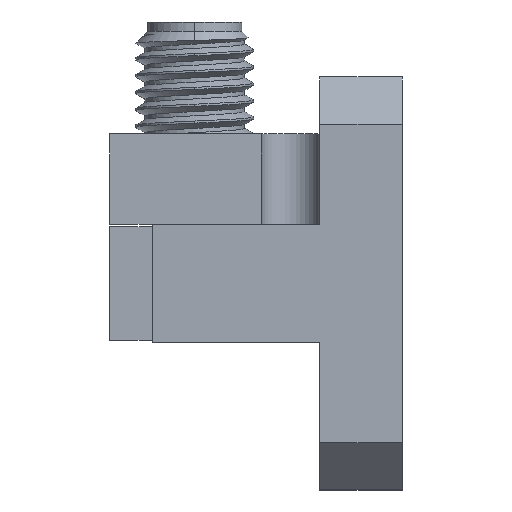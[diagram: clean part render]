
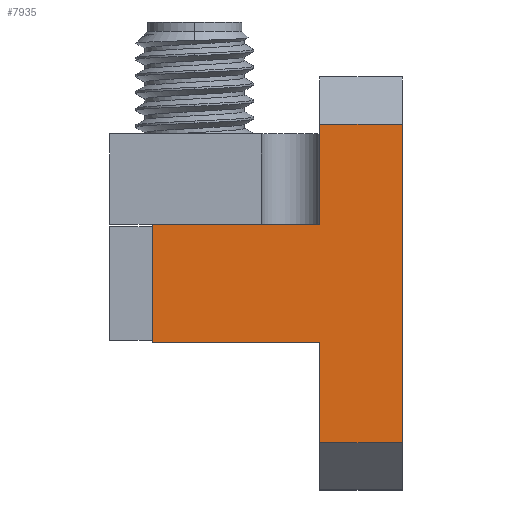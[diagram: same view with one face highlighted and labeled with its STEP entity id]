
A CAD part, left-side view. The second image highlights one B-rep face of the part: STEP entity #7935.
In plain terms, the highlighted planar face has unit normal (-1, 0, 0).
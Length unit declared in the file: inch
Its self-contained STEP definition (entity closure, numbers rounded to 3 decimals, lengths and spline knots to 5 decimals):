
#97 = EDGE_CURVE ( 'NONE', #6925, #5905, #7299, .T. ) ;
#216 = DIRECTION ( 'NONE',  ( 0., -1., 0. ) ) ;
#251 = EDGE_CURVE ( 'NONE', #6925, #7533, #4713, .T. ) ;
#338 = LINE ( 'NONE', #7362, #6813 ) ;
#484 = CARTESIAN_POINT ( 'NONE',  ( -0.4375, 0.175, 0.125 ) ) ;
#578 = EDGE_CURVE ( 'NONE', #4000, #2316, #9105, .T. ) ;
#960 = DIRECTION ( 'NONE',  ( 0., 0., 1. ) ) ;
#1017 = DIRECTION ( 'NONE',  ( 0., 0., 1. ) ) ;
#1119 = EDGE_CURVE ( 'NONE', #8518, #2316, #6176, .T. ) ;
#1249 = VECTOR ( 'NONE', #8822, 39.37008 ) ;
#1345 = EDGE_CURVE ( 'NONE', #8208, #4982, #5285, .T. ) ;
#1616 = VECTOR ( 'NONE', #1017, 39.37008 ) ;
#1702 = CARTESIAN_POINT ( 'NONE',  ( -0.4375, 0.175, 0.4375 ) ) ;
#1732 = ORIENTED_EDGE ( 'NONE', *, *, #1119, .T. ) ;
#1901 = CARTESIAN_POINT ( 'NONE',  ( -0.4375, 0.53, -0.125 ) ) ;
#1927 = ORIENTED_EDGE ( 'NONE', *, *, #9089, .F. ) ;
#2024 = ORIENTED_EDGE ( 'NONE', *, *, #578, .F. ) ;
#2054 = DIRECTION ( 'NONE',  ( 0., 0., 1. ) ) ;
#2279 = EDGE_CURVE ( 'NONE', #8208, #5905, #338, .T. ) ;
#2316 = VERTEX_POINT ( 'NONE', #7224 ) ;
#2441 = VECTOR ( 'NONE', #2054, 39.37008 ) ;
#2580 = VECTOR ( 'NONE', #8220, 39.37008 ) ;
#2583 = CARTESIAN_POINT ( 'NONE',  ( -0.4375, 0.175, -0.3375 ) ) ;
#2734 = VECTOR ( 'NONE', #7602, 39.37008 ) ;
#2761 = CARTESIAN_POINT ( 'NONE',  ( -0.4375, 0.175, 0.4375 ) ) ;
#2838 = CARTESIAN_POINT ( 'NONE',  ( -0.4375, 0.175, -0.3375 ) ) ;
#2844 = CARTESIAN_POINT ( 'NONE',  ( -0.4375, 0., 0.3375 ) ) ;
#2845 = ORIENTED_EDGE ( 'NONE', *, *, #6637, .T. ) ;
#3615 = VECTOR ( 'NONE', #960, 39.37008 ) ;
#3683 = PLANE ( 'NONE',  #7285 ) ;
#3825 = CARTESIAN_POINT ( 'NONE',  ( -0.4375, 0., -0.3375 ) ) ;
#3845 = DIRECTION ( 'NONE',  ( 0., -1., 0. ) ) ;
#4000 = VERTEX_POINT ( 'NONE', #484 ) ;
#4237 = DIRECTION ( 'NONE',  ( 1., 0., 0. ) ) ;
#4713 = LINE ( 'NONE', #2583, #2580 ) ;
#4885 = CARTESIAN_POINT ( 'NONE',  ( -0.4375, 0.175, 0.4375 ) ) ;
#4982 = VERTEX_POINT ( 'NONE', #7416 ) ;
#5285 = LINE ( 'NONE', #6636, #1249 ) ;
#5853 = CARTESIAN_POINT ( 'NONE',  ( -0.4375, 0., 0.4375 ) ) ;
#5905 = VERTEX_POINT ( 'NONE', #9021 ) ;
#6176 = LINE ( 'NONE', #9005, #2734 ) ;
#6636 = CARTESIAN_POINT ( 'NONE',  ( -0.4375, 0.53, 0. ) ) ;
#6637 = EDGE_CURVE ( 'NONE', #7533, #8518, #7364, .T. ) ;
#6813 = VECTOR ( 'NONE', #3845, 39.37008 ) ;
#6925 = VERTEX_POINT ( 'NONE', #2838 ) ;
#6983 = ORIENTED_EDGE ( 'NONE', *, *, #1345, .F. ) ;
#7049 = DIRECTION ( 'NONE',  ( 0., 0., -1. ) ) ;
#7061 = LINE ( 'NONE', #8558, #8501 ) ;
#7120 = EDGE_LOOP ( 'NONE', ( #7902, #8551, #2845, #1732, #2024, #1927, #6983, #8523 ) ) ;
#7224 = CARTESIAN_POINT ( 'NONE',  ( -0.4375, 0.175, 0.3375 ) ) ;
#7285 = AXIS2_PLACEMENT_3D ( 'NONE', #4885, #4237, #7049 ) ;
#7299 = LINE ( 'NONE', #1702, #3615 ) ;
#7362 = CARTESIAN_POINT ( 'NONE',  ( -0.4375, 0.53, -0.125 ) ) ;
#7364 = LINE ( 'NONE', #5853, #1616 ) ;
#7416 = CARTESIAN_POINT ( 'NONE',  ( -0.4375, 0.53, 0.125 ) ) ;
#7533 = VERTEX_POINT ( 'NONE', #3825 ) ;
#7602 = DIRECTION ( 'NONE',  ( 0., 1., 0. ) ) ;
#7748 = FACE_OUTER_BOUND ( 'NONE', #7120, .T. ) ;
#7902 = ORIENTED_EDGE ( 'NONE', *, *, #97, .F. ) ;
#7935 = ADVANCED_FACE ( 'NONE', ( #7748 ), #3683, .F. ) ;
#8208 = VERTEX_POINT ( 'NONE', #1901 ) ;
#8220 = DIRECTION ( 'NONE',  ( 0., -1., 0. ) ) ;
#8501 = VECTOR ( 'NONE', #216, 39.37008 ) ;
#8518 = VERTEX_POINT ( 'NONE', #2844 ) ;
#8523 = ORIENTED_EDGE ( 'NONE', *, *, #2279, .T. ) ;
#8551 = ORIENTED_EDGE ( 'NONE', *, *, #251, .T. ) ;
#8558 = CARTESIAN_POINT ( 'NONE',  ( -0.4375, 0.53, 0.125 ) ) ;
#8822 = DIRECTION ( 'NONE',  ( 0., 0., 1. ) ) ;
#9005 = CARTESIAN_POINT ( 'NONE',  ( -0.4375, 0.175, 0.3375 ) ) ;
#9021 = CARTESIAN_POINT ( 'NONE',  ( -0.4375, 0.175, -0.125 ) ) ;
#9089 = EDGE_CURVE ( 'NONE', #4982, #4000, #7061, .T. ) ;
#9105 = LINE ( 'NONE', #2761, #2441 ) ;
